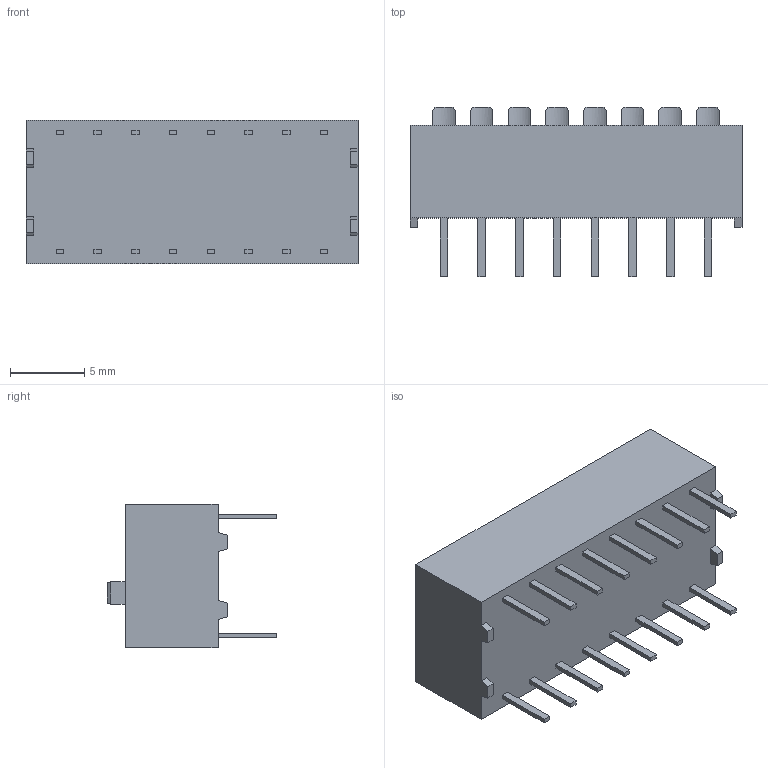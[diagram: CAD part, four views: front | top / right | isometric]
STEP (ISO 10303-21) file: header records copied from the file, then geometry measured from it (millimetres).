
FILE_DESCRIPTION((''),'2;1');
FILE_NAME('78B08','2015-04-02T',('gdreher'),(''),'PRO/ENGINEER BY PARAMETRIC TECHNOLOGY CORPORATION, 2011490','PRO/ENGINEER BY PARAMETRIC TECHNOLOGY CORPORATION, 2011490','');
FILE_SCHEMA(('CONFIG_CONTROL_DESIGN'));
Length unit declared in the file: inch
Products named in the file (1): 78B08
Bounding box: 22.35 x 11.43 x 9.65 mm (x, y, z)
Volume: 1345.9 mm3; surface area: 1097.6 mm2
Topology: 1 solids, 1 shells, 206 faces, 540 edges, 360 vertices
Faces by surface type: plane 190, cylinder 16
Entity records: 6372 total; most frequent: CARTESIAN_POINT 1266, ORIENTED_EDGE 1080, DIRECTION 952, EDGE_CURVE 540, VECTOR 476, LINE 476, VERTEX_POINT 360, AXIS2_PLACEMENT_3D 238
